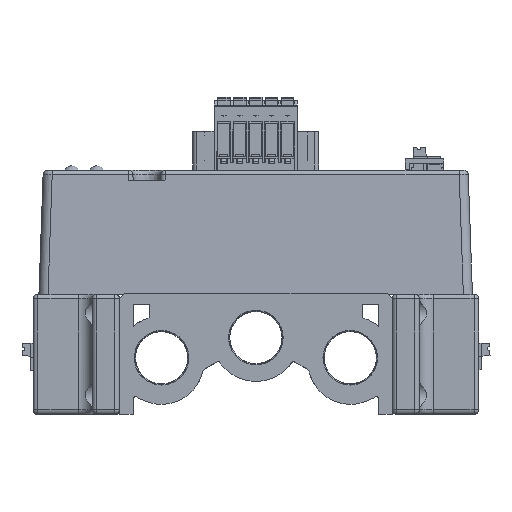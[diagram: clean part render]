
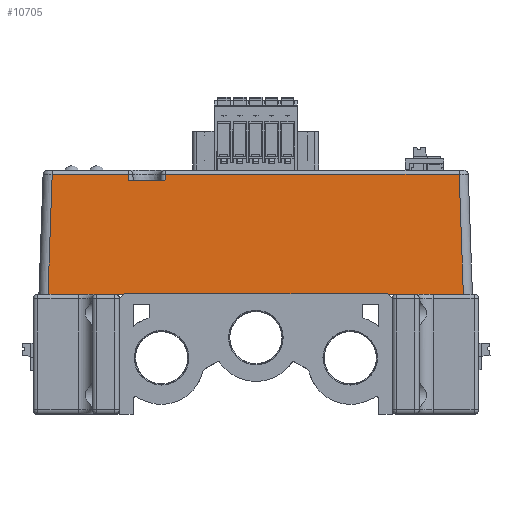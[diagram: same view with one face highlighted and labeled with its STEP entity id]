
A CAD part, front view. The second image highlights one B-rep face of the part: STEP entity #10705.
In plain terms, the highlighted planar face has unit normal (0, -0.999, 0.035).
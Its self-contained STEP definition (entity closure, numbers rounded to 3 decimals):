
#2969=FACE_OUTER_BOUND('',#47597,.T.);
#10705=ADVANCED_FACE('',(#2969),#16291,.T.);
#16291=PLANE('',#117573);
#19926=LINE('',#156653,#32509);
#22383=LINE('',#164189,#34966);
#22549=LINE('',#164685,#35132);
#22589=LINE('',#164820,#35172);
#22590=LINE('',#164822,#35173);
#22591=LINE('',#164824,#35174);
#22592=LINE('',#164826,#35175);
#22593=LINE('',#164828,#35176);
#22594=LINE('',#164830,#35177);
#22595=LINE('',#164831,#35178);
#32509=VECTOR('',#124653,1.);
#34966=VECTOR('',#130338,1.);
#35132=VECTOR('',#130650,1.);
#35172=VECTOR('',#130770,1.);
#35173=VECTOR('',#130771,1.);
#35174=VECTOR('',#130772,1.);
#35175=VECTOR('',#130773,1.);
#35176=VECTOR('',#130774,1.);
#35177=VECTOR('',#130775,1.);
#35178=VECTOR('',#130776,1.);
#47597=EDGE_LOOP('',(#59947,#59948,#59949,#59950,#59951,#59952,#59953,#59954,
#59955,#59956));
#59947=ORIENTED_EDGE('',*,*,#100409,.T.);
#59948=ORIENTED_EDGE('',*,*,#100470,.T.);
#59949=ORIENTED_EDGE('',*,*,#100471,.F.);
#59950=ORIENTED_EDGE('',*,*,#100472,.T.);
#59951=ORIENTED_EDGE('',*,*,#100473,.T.);
#59952=ORIENTED_EDGE('',*,*,#100474,.T.);
#59953=ORIENTED_EDGE('',*,*,#100475,.T.);
#59954=ORIENTED_EDGE('',*,*,#100181,.T.);
#59955=ORIENTED_EDGE('',*,*,#97086,.T.);
#59956=ORIENTED_EDGE('',*,*,#100476,.T.);
#86051=VERTEX_POINT('',#156652);
#86052=VERTEX_POINT('',#156654);
#88085=VERTEX_POINT('',#164190);
#88307=VERTEX_POINT('',#164684);
#88308=VERTEX_POINT('',#164686);
#88351=VERTEX_POINT('',#164821);
#88352=VERTEX_POINT('',#164823);
#88353=VERTEX_POINT('',#164825);
#88354=VERTEX_POINT('',#164827);
#88355=VERTEX_POINT('',#164829);
#97086=EDGE_CURVE('',#86052,#86051,#19926,.T.);
#100181=EDGE_CURVE('',#88085,#86052,#22383,.T.);
#100409=EDGE_CURVE('',#88308,#88307,#22549,.T.);
#100470=EDGE_CURVE('',#88307,#88351,#22589,.T.);
#100471=EDGE_CURVE('',#88352,#88351,#22590,.T.);
#100472=EDGE_CURVE('',#88352,#88353,#22591,.T.);
#100473=EDGE_CURVE('',#88353,#88354,#22592,.T.);
#100474=EDGE_CURVE('',#88354,#88355,#22593,.T.);
#100475=EDGE_CURVE('',#88355,#88085,#22594,.T.);
#100476=EDGE_CURVE('',#86051,#88308,#22595,.T.);
#117573=AXIS2_PLACEMENT_3D('',#164832,#130777,#130778);
#124653=DIRECTION('',(1.,0.,0.));
#130338=DIRECTION('',(1.,0.,0.));
#130650=DIRECTION('',(-1.,0.,0.));
#130770=DIRECTION('',(-0.044,-0.035,-0.998));
#130771=DIRECTION('',(1.,0.,0.));
#130772=DIRECTION('',(-0.044,0.035,0.998));
#130773=DIRECTION('',(-1.,0.,0.));
#130774=DIRECTION('',(-0.035,-0.035,-0.999));
#130775=DIRECTION('',(1.,0.,0.));
#130776=DIRECTION('',(-0.035,0.035,0.999));
#130777=DIRECTION('',(0.,-0.999,0.035));
#130778=DIRECTION('',(0.,-0.035,-0.999));
#156652=CARTESIAN_POINT('',(895.687,-1316.826,-0.1));
#156653=CARTESIAN_POINT('',(880.05,-1316.826,-0.1));
#156654=CARTESIAN_POINT('',(881.05,-1316.826,-0.1));
#164189=CARTESIAN_POINT('',(880.05,-1316.826,-0.1));
#164190=CARTESIAN_POINT('',(819.05,-1316.826,-0.1));
#164684=CARTESIAN_POINT('',(830.108,-1315.907,26.235));
#164685=CARTESIAN_POINT('',(829.05,-1315.907,26.235));
#164686=CARTESIAN_POINT('',(894.767,-1315.907,26.235));
#164820=CARTESIAN_POINT('',(830.048,-1315.955,24.856));
#164821=CARTESIAN_POINT('',(830.049,-1315.953,24.9));
#164822=CARTESIAN_POINT('',(826.05,-1315.953,24.9));
#164823=CARTESIAN_POINT('',(822.051,-1315.953,24.9));
#164824=CARTESIAN_POINT('',(821.994,-1315.908,26.191));
#164825=CARTESIAN_POINT('',(821.992,-1315.907,26.235));
#164826=CARTESIAN_POINT('',(805.266,-1315.907,26.235));
#164827=CARTESIAN_POINT('',(805.233,-1315.907,26.235));
#164828=CARTESIAN_POINT('',(804.056,-1317.083,-7.463));
#164829=CARTESIAN_POINT('',(804.313,-1316.826,-0.1));
#164830=CARTESIAN_POINT('',(880.05,-1316.826,-0.1));
#164831=CARTESIAN_POINT('',(895.944,-1317.083,-7.463));
#164832=CARTESIAN_POINT('',(850.,-1317.141,-9.1));
